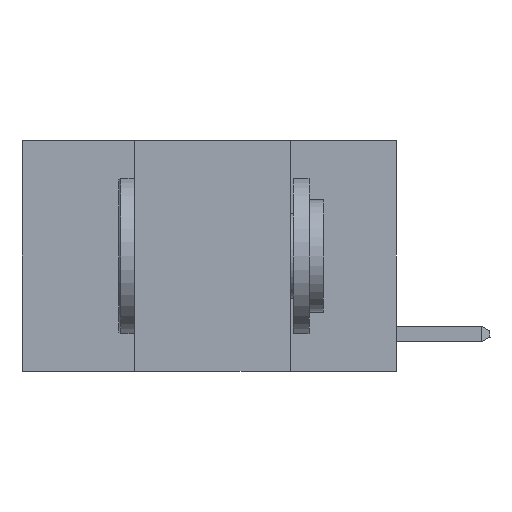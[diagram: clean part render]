
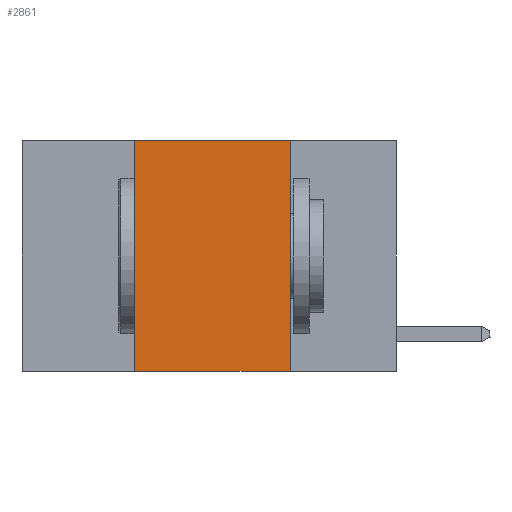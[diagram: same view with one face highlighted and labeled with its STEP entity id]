
A CAD part, left-side view. The second image highlights one B-rep face of the part: STEP entity #2861.
In plain terms, the highlighted planar face has unit normal (-1, 0, 0).
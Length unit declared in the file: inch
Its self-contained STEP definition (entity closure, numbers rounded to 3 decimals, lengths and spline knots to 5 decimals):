
#130 = DIRECTION ( 'NONE',  ( 0., -1., 0. ) ) ;
#135 = VERTEX_POINT ( 'NONE', #5659 ) ;
#1065 = VERTEX_POINT ( 'NONE', #5983 ) ;
#2426 = VECTOR ( 'NONE', #10270, 39.37008 ) ;
#2543 = DIRECTION ( 'NONE',  ( 0., 0., -1. ) ) ;
#2784 = CARTESIAN_POINT ( 'NONE',  ( 0., 0.42, 0. ) ) ;
#2861 = ADVANCED_FACE ( 'NONE', ( #19003 ), #19271, .F. ) ;
#3011 = ORIENTED_EDGE ( 'NONE', *, *, #14266, .F. ) ;
#3485 = VECTOR ( 'NONE', #11778, 39.37008 ) ;
#3779 = EDGE_CURVE ( 'NONE', #21090, #16944, #7272, .T. ) ;
#5659 = CARTESIAN_POINT ( 'NONE',  ( 0., 0.17, 0. ) ) ;
#5983 = CARTESIAN_POINT ( 'NONE',  ( 0., 0.42, 0. ) ) ;
#6416 = CARTESIAN_POINT ( 'NONE',  ( 0., 0.6, -0.37 ) ) ;
#7272 = LINE ( 'NONE', #6416, #2426 ) ;
#7928 = VECTOR ( 'NONE', #11485, 39.37008 ) ;
#7981 = ORIENTED_EDGE ( 'NONE', *, *, #17170, .F. ) ;
#10270 = DIRECTION ( 'NONE',  ( 0., -1., 0. ) ) ;
#11485 = DIRECTION ( 'NONE',  ( 0., 0., 1. ) ) ;
#11778 = DIRECTION ( 'NONE',  ( 0., 0., -1. ) ) ;
#13437 = LINE ( 'NONE', #2784, #7928 ) ;
#13845 = AXIS2_PLACEMENT_3D ( 'NONE', #16792, #21484, #2543 ) ;
#14141 = CARTESIAN_POINT ( 'NONE',  ( 0., 0.17, 0. ) ) ;
#14266 = EDGE_CURVE ( 'NONE', #21090, #1065, #13437, .T. ) ;
#15310 = LINE ( 'NONE', #19042, #21978 ) ;
#15685 = CARTESIAN_POINT ( 'NONE',  ( 0., 0.17, -0.37 ) ) ;
#16792 = CARTESIAN_POINT ( 'NONE',  ( 0., 0.6, 0. ) ) ;
#16944 = VERTEX_POINT ( 'NONE', #15685 ) ;
#17148 = EDGE_LOOP ( 'NONE', ( #7981, #25676, #3011, #20276 ) ) ;
#17170 = EDGE_CURVE ( 'NONE', #135, #16944, #18292, .T. ) ;
#18292 = LINE ( 'NONE', #14141, #3485 ) ;
#18317 = CARTESIAN_POINT ( 'NONE',  ( 0., 0.42, -0.37 ) ) ;
#19003 = FACE_OUTER_BOUND ( 'NONE', #17148, .T. ) ;
#19042 = CARTESIAN_POINT ( 'NONE',  ( 0., 0.6, 0. ) ) ;
#19271 = PLANE ( 'NONE',  #13845 ) ;
#20276 = ORIENTED_EDGE ( 'NONE', *, *, #3779, .T. ) ;
#20885 = EDGE_CURVE ( 'NONE', #1065, #135, #15310, .T. ) ;
#21090 = VERTEX_POINT ( 'NONE', #18317 ) ;
#21484 = DIRECTION ( 'NONE',  ( 1., 0., 0. ) ) ;
#21978 = VECTOR ( 'NONE', #130, 39.37008 ) ;
#25676 = ORIENTED_EDGE ( 'NONE', *, *, #20885, .F. ) ;
